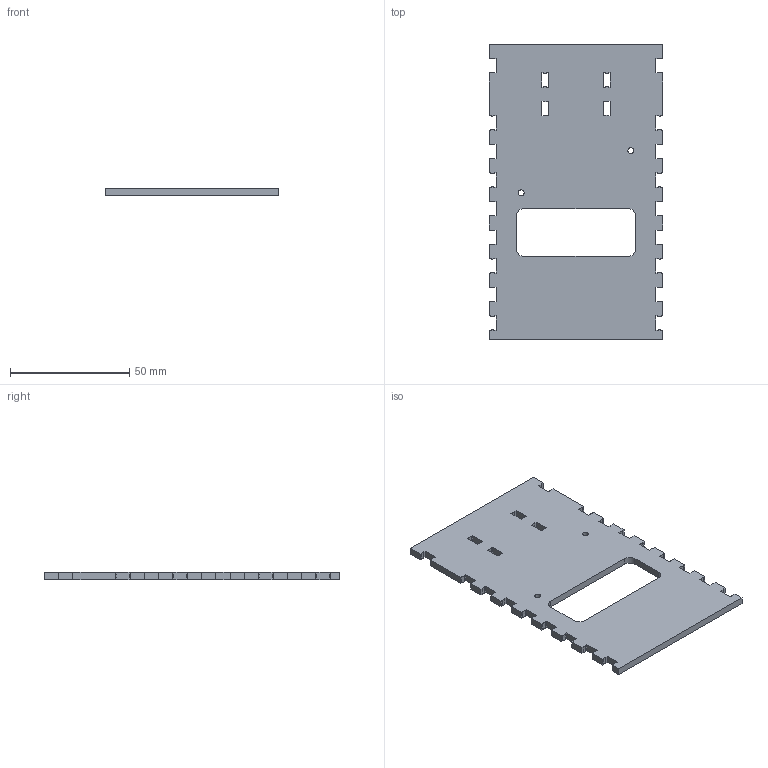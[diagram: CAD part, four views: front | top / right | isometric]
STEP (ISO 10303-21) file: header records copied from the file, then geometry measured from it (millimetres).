
FILE_DESCRIPTION(/* description */ ('STEP AP242','CAx-IF Rec.Pracs.---Representation and Presentation of Product Manufacturing Information (PMI)---4.0---2014-10-13','CAx-IF Rec.Pracs.---3D Tessellated Geometry---0.4---2014-09-14','2;1'),/* implementation_level */ '2;1');
FILE_NAME(/* name */ '65f9fabb331971081774357b',/* time_stamp */ '2024-03-19T20:51:07Z',/* author */ (''),/* organization */ (''),/* preprocessor_version */ 'ST-DEVELOPER v19.4',/* originating_system */ ' ',/* authorisation */ ' ');
FILE_SCHEMA (('AP242_MANAGED_MODEL_BASED_3D_ENGINEERING_MIM_LF { 1 0 10303 442 1 1 4 }'));
Length unit declared in the file: metre
Products named in the file (1): shelf
Bounding box: 73 x 124 x 3 mm (x, y, z)
Volume: 22981.2 mm3; surface area: 17501.8 mm2
Topology: 1 solids, 1 shells, 192 faces, 572 edges, 382 vertices
Faces by surface type: plane 142, bspline 44, cylinder 6
Full cylindrical faces by diameter (mm): 2.5 x2
Entity records: 6874 total; most frequent: CARTESIAN_POINT 1713, ORIENTED_EDGE 1136, DIRECTION 966, EDGE_CURVE 568, LINE 468, VECTOR 468, VERTEX_POINT 380, AXIS2_PLACEMENT_3D 249
